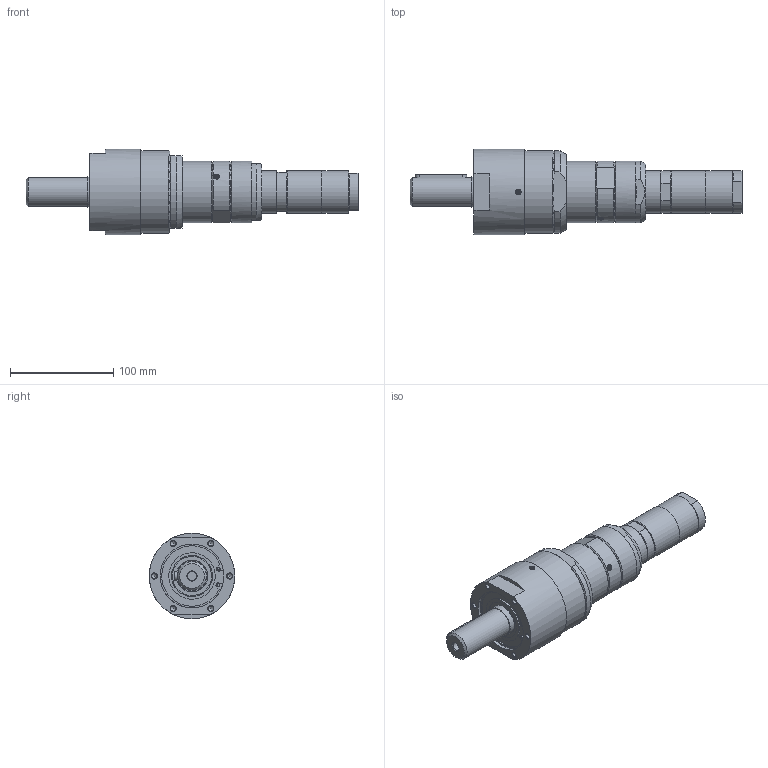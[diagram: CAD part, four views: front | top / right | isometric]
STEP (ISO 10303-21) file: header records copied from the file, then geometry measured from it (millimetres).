
FILE_DESCRIPTION(/* description */ (''),/* implementation_level */ '2;1');
FILE_NAME(/* name */ 'MUD 23-20_60008937.stp',/* time_stamp */ '2018-10-11T09:37:36+02:00',/* author */ ('flambert'),/* organization */ (''),/* preprocessor_version */ 'ST-DEVELOPER v17',/* originating_system */ 'Autodesk Inventor 2018',/* authorisation */ '');
FILE_SCHEMA (('AUTOMOTIVE_DESIGN { 1 0 10303 214 3 1 1 }'));
Length unit declared in the file: millimetre
Products named in the file (1): MUD 23-20_60008937
Bounding box: 322 x 83 x 83 mm (x, y, z)
Volume: 821762.7 mm3; surface area: 77874.5 mm2
Topology: 1 solids, 7 shells, 265 faces, 691 edges, 468 vertices
Faces by surface type: plane 131, cylinder 69, cone 46, torus 8, bspline 7, sphere 4
Full cylindrical faces by diameter (mm): 1.55 x4, 2.5 x2, 3.3 x1, 3.6 x2, 4 x3, 4.917 x6, 5 x2, 5.5 x2, 8.376 x1, 11.445 x3, 28 x1, 30 x2, 38 x1, 40 x1, 41.5 x3, 42 x1, 45 x1, 60 x2, 62 x1, 67 x1, 67.4 x1, 68.178 x1, 68.376 x1, 80 x1, 83 x1
Entity records: 8835 total; most frequent: CARTESIAN_POINT 1793, DIRECTION 1447, ORIENTED_EDGE 1368, EDGE_CURVE 684, AXIS2_PLACEMENT_3D 558, VERTEX_POINT 468, LINE 331, VECTOR 331
